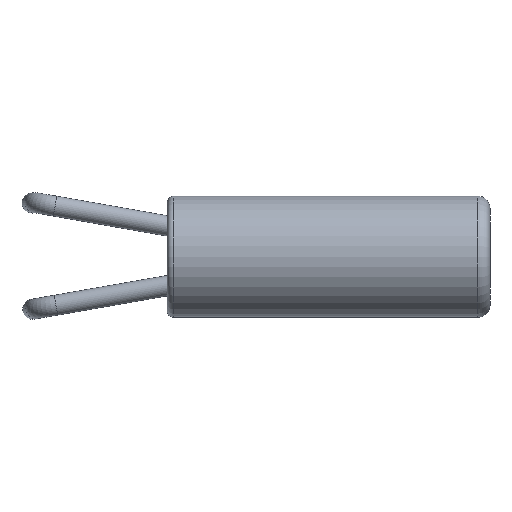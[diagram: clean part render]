
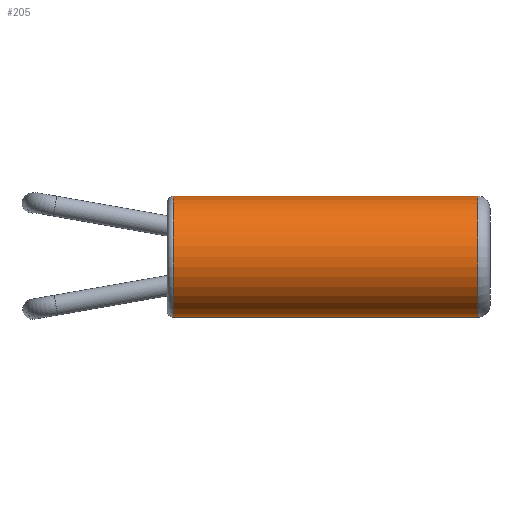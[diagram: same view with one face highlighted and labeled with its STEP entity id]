
A CAD part, top view. The second image highlights one B-rep face of the part: STEP entity #205.
In plain terms, the highlighted cylindrical face has radius 1.5 mm (diameter 3 mm), a full revolution.
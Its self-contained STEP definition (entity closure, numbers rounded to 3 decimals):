
#29=LINE('',#372,#36);
#36=VECTOR('',#290,1.5);
#43=CYLINDRICAL_SURFACE('',#244,1.5);
#51=FACE_OUTER_BOUND('',#70,.T.);
#70=EDGE_LOOP('',(#152,#153,#154,#155));
#90=CIRCLE('',#243,1.5);
#91=CIRCLE('',#245,1.5);
#108=VERTEX_POINT('',#367);
#109=VERTEX_POINT('',#371);
#124=EDGE_CURVE('',#108,#108,#90,.T.);
#125=EDGE_CURVE('',#108,#109,#29,.T.);
#126=EDGE_CURVE('',#109,#109,#91,.T.);
#152=ORIENTED_EDGE('',*,*,#124,.F.);
#153=ORIENTED_EDGE('',*,*,#125,.T.);
#154=ORIENTED_EDGE('',*,*,#126,.F.);
#155=ORIENTED_EDGE('',*,*,#125,.F.);
#205=ADVANCED_FACE('',(#51),#43,.T.);
#243=AXIS2_PLACEMENT_3D('',#369,#286,#287);
#244=AXIS2_PLACEMENT_3D('',#370,#288,#289);
#245=AXIS2_PLACEMENT_3D('',#373,#291,#292);
#286=DIRECTION('center_axis',(1.,0.,0.));
#287=DIRECTION('ref_axis',(0.,-1.,0.));
#288=DIRECTION('center_axis',(1.,0.,0.));
#289=DIRECTION('ref_axis',(0.,-1.,0.));
#290=DIRECTION('',(-1.,0.,0.));
#291=DIRECTION('center_axis',(-1.,0.,0.));
#292=DIRECTION('ref_axis',(0.,-1.,0.));
#367=CARTESIAN_POINT('',(10.963,2.687,1.75));
#369=CARTESIAN_POINT('Origin',(10.963,1.187,1.75));
#370=CARTESIAN_POINT('Origin',(3.263,1.187,1.75));
#371=CARTESIAN_POINT('',(3.413,2.687,1.75));
#372=CARTESIAN_POINT('',(3.263,2.687,1.75));
#373=CARTESIAN_POINT('Origin',(3.413,1.187,1.75));
